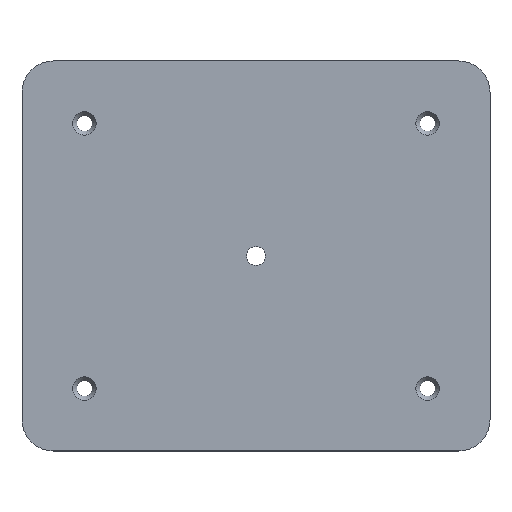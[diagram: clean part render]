
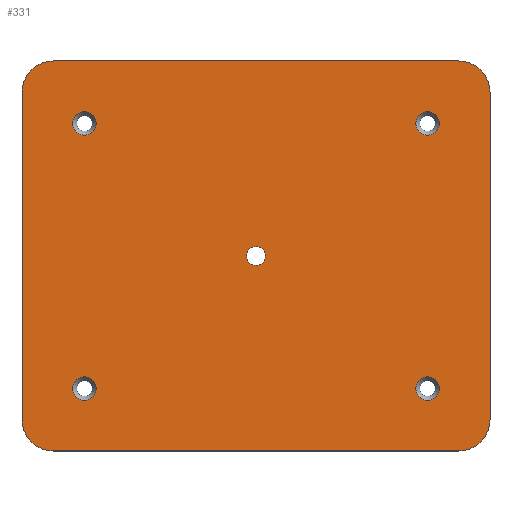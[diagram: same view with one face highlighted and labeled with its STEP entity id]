
A CAD part, top view. The second image highlights one B-rep face of the part: STEP entity #331.
In plain terms, the highlighted planar face has unit normal (0, 0, 1).
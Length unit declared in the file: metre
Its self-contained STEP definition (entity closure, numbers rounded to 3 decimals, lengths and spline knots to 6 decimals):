
#26=CIRCLE('',#359,0.02);
#28=CIRCLE('',#363,0.02);
#30=CIRCLE('',#367,0.02);
#32=CIRCLE('',#371,0.02);
#33=CIRCLE('',#373,0.006);
#34=CIRCLE('',#374,0.0075);
#35=CIRCLE('',#375,0.0075);
#36=CIRCLE('',#376,0.0075);
#37=CIRCLE('',#377,0.0075);
#89=ORIENTED_EDGE('',*,*,#159,.T.);
#90=ORIENTED_EDGE('',*,*,#160,.T.);
#91=ORIENTED_EDGE('',*,*,#161,.T.);
#92=ORIENTED_EDGE('',*,*,#162,.T.);
#93=ORIENTED_EDGE('',*,*,#163,.T.);
#94=ORIENTED_EDGE('',*,*,#137,.F.);
#95=ORIENTED_EDGE('',*,*,#141,.T.);
#96=ORIENTED_EDGE('',*,*,#144,.T.);
#97=ORIENTED_EDGE('',*,*,#147,.T.);
#98=ORIENTED_EDGE('',*,*,#150,.T.);
#99=ORIENTED_EDGE('',*,*,#153,.T.);
#100=ORIENTED_EDGE('',*,*,#156,.F.);
#101=ORIENTED_EDGE('',*,*,#158,.T.);
#137=EDGE_CURVE('',#176,#177,#207,.T.);
#141=EDGE_CURVE('',#176,#179,#26,.T.);
#144=EDGE_CURVE('',#179,#181,#212,.T.);
#147=EDGE_CURVE('',#181,#183,#28,.T.);
#150=EDGE_CURVE('',#183,#185,#216,.T.);
#153=EDGE_CURVE('',#185,#187,#30,.T.);
#156=EDGE_CURVE('',#189,#187,#220,.T.);
#158=EDGE_CURVE('',#189,#177,#32,.T.);
#159=EDGE_CURVE('',#190,#190,#33,.F.);
#160=EDGE_CURVE('',#191,#191,#34,.T.);
#161=EDGE_CURVE('',#192,#192,#35,.T.);
#162=EDGE_CURVE('',#193,#193,#36,.T.);
#163=EDGE_CURVE('',#194,#194,#37,.T.);
#176=VERTEX_POINT('',#509);
#177=VERTEX_POINT('',#511);
#179=VERTEX_POINT('',#517);
#181=VERTEX_POINT('',#523);
#183=VERTEX_POINT('',#529);
#185=VERTEX_POINT('',#535);
#187=VERTEX_POINT('',#541);
#189=VERTEX_POINT('',#547);
#190=VERTEX_POINT('',#554);
#191=VERTEX_POINT('',#556);
#192=VERTEX_POINT('',#558);
#193=VERTEX_POINT('',#560);
#194=VERTEX_POINT('',#562);
#207=LINE('',#510,#223);
#212=LINE('',#524,#228);
#216=LINE('',#536,#232);
#220=LINE('',#548,#236);
#223=VECTOR('',#405,1.);
#228=VECTOR('',#418,1.);
#232=VECTOR('',#430,1.);
#236=VECTOR('',#442,1.);
#245=EDGE_LOOP('',(#89));
#246=EDGE_LOOP('',(#90));
#247=EDGE_LOOP('',(#91));
#248=EDGE_LOOP('',(#92));
#249=EDGE_LOOP('',(#93));
#250=EDGE_LOOP('',(#94,#95,#96,#97,#98,#99,#100,#101));
#285=FACE_BOUND('',#245,.T.);
#286=FACE_BOUND('',#246,.T.);
#287=FACE_BOUND('',#247,.T.);
#288=FACE_BOUND('',#248,.T.);
#289=FACE_BOUND('',#249,.T.);
#290=FACE_BOUND('',#250,.T.);
#321=PLANE('',#372);
#331=ADVANCED_FACE('',(#285,#286,#287,#288,#289,#290),#321,.T.);
#359=AXIS2_PLACEMENT_3D('',#518,#412,#413);
#363=AXIS2_PLACEMENT_3D('',#530,#424,#425);
#367=AXIS2_PLACEMENT_3D('',#542,#436,#437);
#371=AXIS2_PLACEMENT_3D('',#551,#447,#448);
#372=AXIS2_PLACEMENT_3D('',#552,#449,#450);
#373=AXIS2_PLACEMENT_3D('',#553,#451,#452);
#374=AXIS2_PLACEMENT_3D('',#555,#453,#454);
#375=AXIS2_PLACEMENT_3D('',#557,#455,#456);
#376=AXIS2_PLACEMENT_3D('',#559,#457,#458);
#377=AXIS2_PLACEMENT_3D('',#561,#459,#460);
#405=DIRECTION('',(0.,1.,0.));
#412=DIRECTION('',(0.,0.,1.));
#413=DIRECTION('',(1.,0.,0.));
#418=DIRECTION('',(1.,0.,0.));
#424=DIRECTION('',(0.,0.,1.));
#425=DIRECTION('',(1.,0.,0.));
#430=DIRECTION('',(0.,1.,0.));
#436=DIRECTION('',(0.,0.,1.));
#437=DIRECTION('',(1.,0.,0.));
#442=DIRECTION('',(1.,0.,0.));
#447=DIRECTION('',(0.,0.,1.));
#448=DIRECTION('',(1.,0.,0.));
#449=DIRECTION('',(0.,0.,1.));
#450=DIRECTION('',(1.,0.,0.));
#451=DIRECTION('',(0.,0.,1.));
#452=DIRECTION('',(1.,0.,0.));
#453=DIRECTION('',(0.,0.,-1.));
#454=DIRECTION('',(-1.,0.,0.));
#455=DIRECTION('',(0.,0.,-1.));
#456=DIRECTION('',(-1.,0.,0.));
#457=DIRECTION('',(0.,0.,-1.));
#458=DIRECTION('',(-1.,0.,0.));
#459=DIRECTION('',(0.,0.,-1.));
#460=DIRECTION('',(-1.,0.,0.));
#509=CARTESIAN_POINT('',(0.,0.02,0.006));
#510=CARTESIAN_POINT('',(0.,0.125,0.006));
#511=CARTESIAN_POINT('',(0.,0.23,0.006));
#517=CARTESIAN_POINT('',(0.02,0.,0.006));
#518=CARTESIAN_POINT('',(0.02,0.02,0.006));
#523=CARTESIAN_POINT('',(0.28,0.,0.006));
#524=CARTESIAN_POINT('',(0.15,0.,0.006));
#529=CARTESIAN_POINT('',(0.3,0.02,0.006));
#530=CARTESIAN_POINT('',(0.28,0.02,0.006));
#535=CARTESIAN_POINT('',(0.3,0.23,0.006));
#536=CARTESIAN_POINT('',(0.3,0.125,0.006));
#541=CARTESIAN_POINT('',(0.28,0.25,0.006));
#542=CARTESIAN_POINT('',(0.28,0.23,0.006));
#547=CARTESIAN_POINT('',(0.02,0.25,0.006));
#548=CARTESIAN_POINT('',(0.15,0.25,0.006));
#551=CARTESIAN_POINT('',(0.02,0.23,0.006));
#552=CARTESIAN_POINT('',(0.15,0.125,0.006));
#553=CARTESIAN_POINT('',(0.15,0.125,0.006));
#554=CARTESIAN_POINT('',(0.156,0.125,0.006));
#555=CARTESIAN_POINT('',(0.26,0.21,0.006));
#556=CARTESIAN_POINT('',(0.2525,0.21,0.006));
#557=CARTESIAN_POINT('',(0.26,0.04,0.006));
#558=CARTESIAN_POINT('',(0.2525,0.04,0.006));
#559=CARTESIAN_POINT('',(0.04,0.04,0.006));
#560=CARTESIAN_POINT('',(0.0325,0.04,0.006));
#561=CARTESIAN_POINT('',(0.04,0.21,0.006));
#562=CARTESIAN_POINT('',(0.0325,0.21,0.006));
